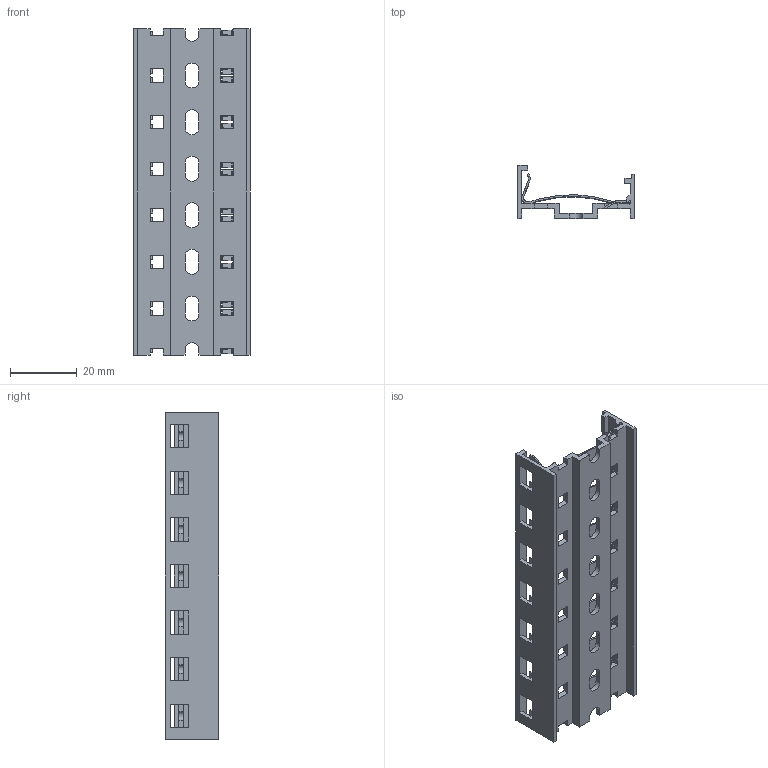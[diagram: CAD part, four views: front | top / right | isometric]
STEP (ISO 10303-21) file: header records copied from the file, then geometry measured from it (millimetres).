
FILE_DESCRIPTION((''),'2;1');
FILE_NAME('31770107000RAI','2020-02-03T',('presta_be4'),(''),'CREO PARAMETRIC BY PTC INC, 2018360','CREO PARAMETRIC BY PTC INC, 2018360','');
FILE_SCHEMA(('CONFIG_CONTROL_DESIGN'));
Length unit declared in the file: millimetre
Products named in the file (1): 31770107000RAI
Bounding box: 35 x 16 x 98 mm (x, y, z)
Volume: 9860.5 mm3; surface area: 18208.2 mm2
Topology: 1 solids, 1 shells, 825 faces, 2559 edges, 1699 vertices
Faces by surface type: plane 479, cylinder 346
Entity records: 33654 total; most frequent: CARTESIAN_POINT 10603, ORIENTED_EDGE 5118, DIRECTION 4536, EDGE_CURVE 2559, VECTOR 1712, LINE 1712, VERTEX_POINT 1699, AXIS2_PLACEMENT_3D 1412
